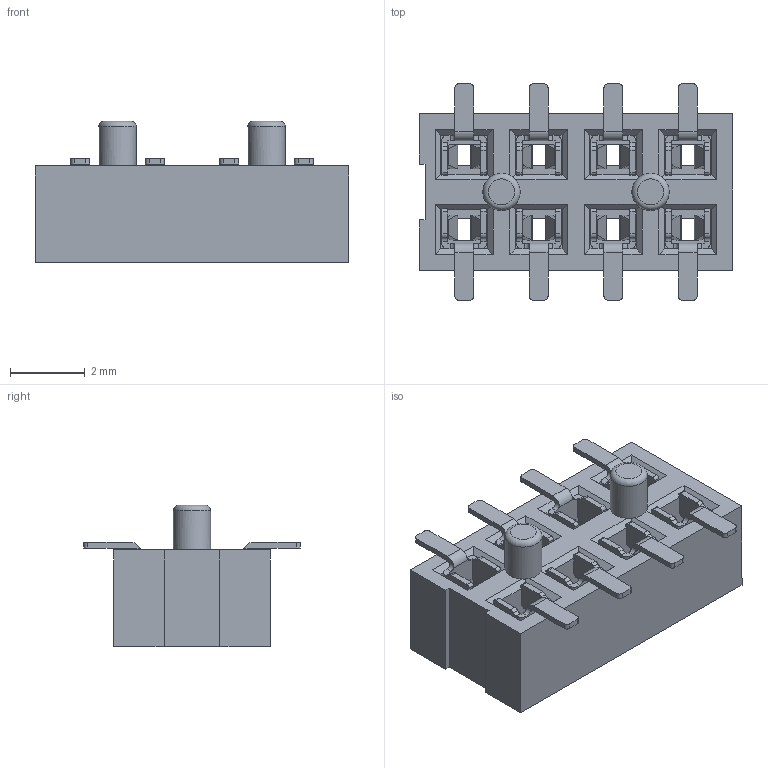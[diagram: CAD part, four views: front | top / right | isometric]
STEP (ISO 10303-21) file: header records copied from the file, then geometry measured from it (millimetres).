
FILE_DESCRIPTION(/* description */ (''),/* implementation_level */ '2;1');
FILE_NAME(/* name */ '7450-08-10-XX-10.stp',/* time_stamp */ '2025-05-20T10:24:57+02:00',/* author */ ('andreas.larin'),/* organization */ (''),/* preprocessor_version */ 'ST-DEVELOPER v20',/* originating_system */ 'Autodesk Inventor 2025',/* authorisation */ '');
FILE_SCHEMA (('AUTOMOTIVE_DESIGN { 1 0 10303 214 3 1 1 }'));
Length unit declared in the file: millimetre
Products named in the file (1): 7450-08-10-XX-10
Bounding box: 8.4 x 5.8 x 3.8 mm (x, y, z)
Volume: 74.3 mm3; surface area: 302.5 mm2
Topology: 1 solids, 1 shells, 816 faces, 2483 edges, 1623 vertices
Faces by surface type: plane 492, cylinder 322, torus 2
Full cylindrical faces by diameter (mm): 1 x2
Entity records: 29237 total; most frequent: CARTESIAN_POINT 5515, ORIENTED_EDGE 4966, DIRECTION 4734, EDGE_CURVE 2483, LINE 1706, VECTOR 1706, VERTEX_POINT 1623, AXIS2_PLACEMENT_3D 1514
